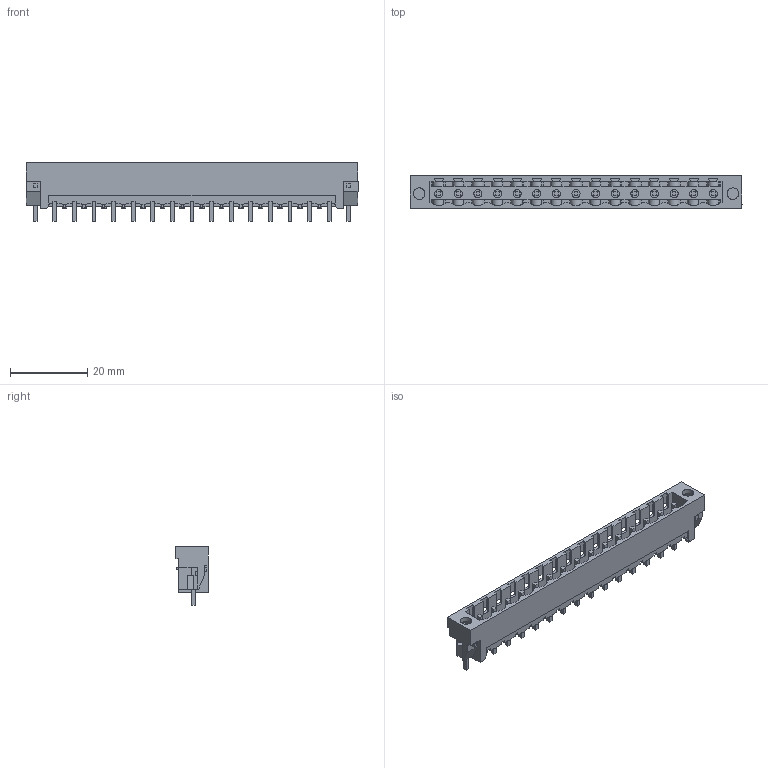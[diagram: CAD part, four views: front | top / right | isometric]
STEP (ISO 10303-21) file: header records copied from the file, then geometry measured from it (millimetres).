
FILE_DESCRIPTION(('CATIA V5 STEP Exchange','CAx-IF Rec.Pracs.--- Model Styling and Organization---1.2---2011-12-15'),'2;1');
FILE_NAME ('D1457053_0_1838570000_1838570000.stp','2018-03-21T16:06:13+00:00',('none'),('Weidmueller'),'CATIA Version 5-6 Release 2014','CATIA V5 STEP AP214','none');
FILE_SCHEMA(('AUTOMOTIVE_DESIGN { 1 0 10303 214 1 1 1 1 }'));
Length unit declared in the file: millimetre
Products named in the file (1): 1838570000
Bounding box: 86 x 8.43 x 15.2 mm (x, y, z)
Volume: 3154.4 mm3; surface area: 7353.7 mm2
Topology: 18 solids, 18 shells, 957 faces, 3033 edges, 2082 vertices
Faces by surface type: plane 795, cylinder 147, extrusion 15
Entity records: 34183 total; most frequent: CARTESIAN_POINT 7666, ORIENTED_EDGE 6066, DIRECTION 4619, EDGE_CURVE 3033, VECTOR 2492, LINE 2477, VERTEX_POINT 2082, AXIS2_PLACEMENT_3D 1185
